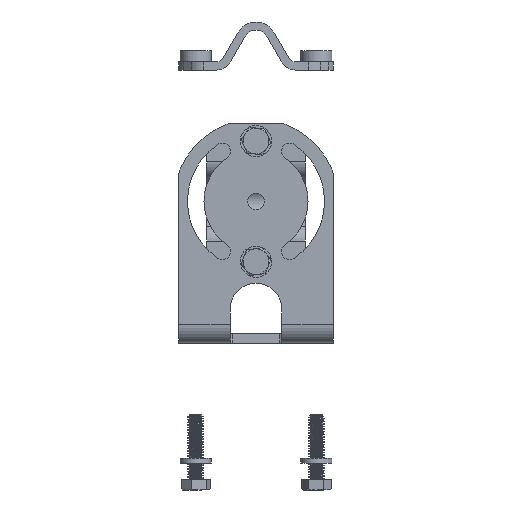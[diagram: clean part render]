
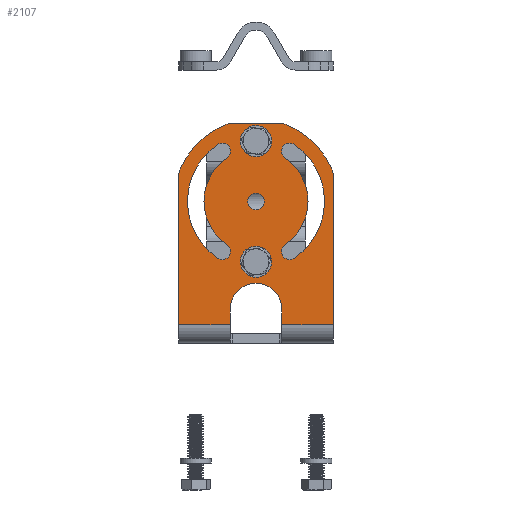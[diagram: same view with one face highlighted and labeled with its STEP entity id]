
A CAD part, front view. The second image highlights one B-rep face of the part: STEP entity #2107.
In plain terms, the highlighted face is planar.
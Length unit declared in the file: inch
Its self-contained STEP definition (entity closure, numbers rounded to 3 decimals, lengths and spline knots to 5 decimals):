
#135=FACE_BOUND('',#405,.T.);
#136=FACE_BOUND('',#406,.T.);
#137=FACE_BOUND('',#407,.T.);
#138=FACE_BOUND('',#408,.T.);
#139=FACE_BOUND('',#409,.T.);
#170=PLANE('',#2350);
#255=FACE_OUTER_BOUND('',#404,.T.);
#404=EDGE_LOOP('',(#1686,#1687,#1688,#1689,#1690,#1691,#1692,#1693,#1694,
#1695,#1696,#1697,#1698,#1699));
#405=EDGE_LOOP('',(#1700,#1701,#1702,#1703));
#406=EDGE_LOOP('',(#1704));
#407=EDGE_LOOP('',(#1705));
#408=EDGE_LOOP('',(#1706));
#409=EDGE_LOOP('',(#1707,#1708,#1709,#1710));
#501=LINE('',#3226,#641);
#532=LINE('',#3371,#672);
#534=LINE('',#3376,#674);
#535=LINE('',#3381,#675);
#536=LINE('',#3384,#676);
#547=LINE('',#3419,#687);
#556=LINE('',#3463,#696);
#641=VECTOR('',#2557,0.3937);
#672=VECTOR('',#2692,0.3937);
#674=VECTOR('',#2698,0.3937);
#675=VECTOR('',#2703,0.3937);
#676=VECTOR('',#2708,0.3937);
#687=VECTOR('',#2767,0.3937);
#696=VECTOR('',#2822,0.3937);
#767=CIRCLE('',#2213,0.25);
#785=CIRCLE('',#2233,1.25);
#786=CIRCLE('',#2235,0.25);
#787=CIRCLE('',#2237,0.25);
#788=CIRCLE('',#2239,1.25);
#789=CIRCLE('',#2241,0.25);
#836=CIRCLE('',#2326,0.125);
#837=CIRCLE('',#2328,0.79);
#838=CIRCLE('',#2330,0.125);
#839=CIRCLE('',#2332,1.04);
#840=CIRCLE('',#2334,0.125);
#841=CIRCLE('',#2336,0.125);
#842=CIRCLE('',#2338,0.125);
#843=CIRCLE('',#2340,0.125);
#844=CIRCLE('',#2342,1.04);
#845=CIRCLE('',#2344,0.125);
#846=CIRCLE('',#2346,0.79);
#847=CIRCLE('',#2349,0.39);
#901=VERTEX_POINT('',#3150);
#902=VERTEX_POINT('',#3152);
#926=VERTEX_POINT('',#3204);
#927=VERTEX_POINT('',#3208);
#928=VERTEX_POINT('',#3212);
#929=VERTEX_POINT('',#3213);
#930=VERTEX_POINT('',#3218);
#931=VERTEX_POINT('',#3222);
#992=VERTEX_POINT('',#3367);
#993=VERTEX_POINT('',#3369);
#994=VERTEX_POINT('',#3374);
#995=VERTEX_POINT('',#3378);
#996=VERTEX_POINT('',#3380);
#997=VERTEX_POINT('',#3421);
#998=VERTEX_POINT('',#3423);
#999=VERTEX_POINT('',#3427);
#1000=VERTEX_POINT('',#3431);
#1001=VERTEX_POINT('',#3437);
#1002=VERTEX_POINT('',#3440);
#1003=VERTEX_POINT('',#3443);
#1004=VERTEX_POINT('',#3446);
#1005=VERTEX_POINT('',#3448);
#1006=VERTEX_POINT('',#3452);
#1007=VERTEX_POINT('',#3456);
#1008=VERTEX_POINT('',#3462);
#1106=EDGE_CURVE('',#901,#902,#767,.T.);
#1132=EDGE_CURVE('',#926,#902,#785,.T.);
#1134=EDGE_CURVE('',#926,#927,#786,.T.);
#1136=EDGE_CURVE('',#928,#929,#787,.T.);
#1140=EDGE_CURVE('',#928,#930,#788,.T.);
#1142=EDGE_CURVE('',#931,#930,#789,.T.);
#1143=EDGE_CURVE('',#927,#931,#501,.T.);
#1216=EDGE_CURVE('',#993,#992,#532,.T.);
#1219=EDGE_CURVE('',#993,#994,#534,.T.);
#1221=EDGE_CURVE('',#995,#996,#535,.T.);
#1223=EDGE_CURVE('',#929,#995,#536,.T.);
#1237=EDGE_CURVE('',#901,#992,#547,.T.);
#1239=EDGE_CURVE('',#998,#997,#836,.T.);
#1241=EDGE_CURVE('',#999,#998,#837,.T.);
#1243=EDGE_CURVE('',#1000,#999,#838,.T.);
#1245=EDGE_CURVE('',#997,#1000,#839,.T.);
#1246=EDGE_CURVE('',#1001,#1001,#840,.T.);
#1247=EDGE_CURVE('',#1002,#1002,#841,.T.);
#1248=EDGE_CURVE('',#1003,#1003,#842,.T.);
#1250=EDGE_CURVE('',#1005,#1004,#843,.T.);
#1252=EDGE_CURVE('',#1006,#1005,#844,.T.);
#1254=EDGE_CURVE('',#1007,#1006,#845,.T.);
#1256=EDGE_CURVE('',#1004,#1007,#846,.T.);
#1257=EDGE_CURVE('',#1008,#996,#556,.T.);
#1259=EDGE_CURVE('',#994,#1008,#847,.T.);
#1686=ORIENTED_EDGE('',*,*,#1106,.F.);
#1687=ORIENTED_EDGE('',*,*,#1237,.T.);
#1688=ORIENTED_EDGE('',*,*,#1216,.F.);
#1689=ORIENTED_EDGE('',*,*,#1219,.T.);
#1690=ORIENTED_EDGE('',*,*,#1259,.T.);
#1691=ORIENTED_EDGE('',*,*,#1257,.T.);
#1692=ORIENTED_EDGE('',*,*,#1221,.F.);
#1693=ORIENTED_EDGE('',*,*,#1223,.F.);
#1694=ORIENTED_EDGE('',*,*,#1136,.F.);
#1695=ORIENTED_EDGE('',*,*,#1140,.T.);
#1696=ORIENTED_EDGE('',*,*,#1142,.F.);
#1697=ORIENTED_EDGE('',*,*,#1143,.F.);
#1698=ORIENTED_EDGE('',*,*,#1134,.F.);
#1699=ORIENTED_EDGE('',*,*,#1132,.T.);
#1700=ORIENTED_EDGE('',*,*,#1243,.T.);
#1701=ORIENTED_EDGE('',*,*,#1241,.T.);
#1702=ORIENTED_EDGE('',*,*,#1239,.T.);
#1703=ORIENTED_EDGE('',*,*,#1245,.T.);
#1704=ORIENTED_EDGE('',*,*,#1246,.T.);
#1705=ORIENTED_EDGE('',*,*,#1247,.T.);
#1706=ORIENTED_EDGE('',*,*,#1248,.T.);
#1707=ORIENTED_EDGE('',*,*,#1254,.T.);
#1708=ORIENTED_EDGE('',*,*,#1252,.T.);
#1709=ORIENTED_EDGE('',*,*,#1250,.T.);
#1710=ORIENTED_EDGE('',*,*,#1256,.T.);
#2107=ADVANCED_FACE('',(#255,#135,#136,#137,#138,#139),#170,.T.);
#2213=AXIS2_PLACEMENT_3D('',#3153,#2483,#2484);
#2233=AXIS2_PLACEMENT_3D('',#3205,#2531,#2532);
#2235=AXIS2_PLACEMENT_3D('',#3209,#2536,#2537);
#2237=AXIS2_PLACEMENT_3D('',#3214,#2541,#2542);
#2239=AXIS2_PLACEMENT_3D('',#3220,#2548,#2549);
#2241=AXIS2_PLACEMENT_3D('',#3224,#2553,#2554);
#2326=AXIS2_PLACEMENT_3D('',#3424,#2771,#2772);
#2328=AXIS2_PLACEMENT_3D('',#3428,#2776,#2777);
#2330=AXIS2_PLACEMENT_3D('',#3432,#2781,#2782);
#2332=AXIS2_PLACEMENT_3D('',#3435,#2786,#2787);
#2334=AXIS2_PLACEMENT_3D('',#3438,#2790,#2791);
#2336=AXIS2_PLACEMENT_3D('',#3441,#2794,#2795);
#2338=AXIS2_PLACEMENT_3D('',#3444,#2798,#2799);
#2340=AXIS2_PLACEMENT_3D('',#3449,#2803,#2804);
#2342=AXIS2_PLACEMENT_3D('',#3453,#2808,#2809);
#2344=AXIS2_PLACEMENT_3D('',#3457,#2813,#2814);
#2346=AXIS2_PLACEMENT_3D('',#3460,#2818,#2819);
#2349=AXIS2_PLACEMENT_3D('',#3466,#2826,#2827);
#2350=AXIS2_PLACEMENT_3D('',#3467,#2828,#2829);
#2483=DIRECTION('center_axis',(0.,0.,-1.));
#2484=DIRECTION('ref_axis',(-0.981,0.194,0.));
#2531=DIRECTION('center_axis',(0.,0.,1.));
#2532=DIRECTION('ref_axis',(0.33,-0.944,0.));
#2536=DIRECTION('center_axis',(0.,0.,-1.));
#2537=DIRECTION('ref_axis',(-0.187,0.982,0.));
#2541=DIRECTION('center_axis',(0.,0.,-1.));
#2542=DIRECTION('ref_axis',(0.981,0.194,0.));
#2548=DIRECTION('center_axis',(0.,0.,1.));
#2549=DIRECTION('ref_axis',(-0.94,-0.341,0.));
#2553=DIRECTION('center_axis',(0.,0.,-1.));
#2554=DIRECTION('ref_axis',(0.187,0.982,0.));
#2557=DIRECTION('',(1.,0.,0.));
#2692=DIRECTION('',(-1.,0.,0.));
#2698=DIRECTION('',(0.,1.,0.));
#2703=DIRECTION('',(-1.,0.,0.));
#2708=DIRECTION('',(0.,-1.,0.));
#2767=DIRECTION('',(0.,-1.,0.));
#2771=DIRECTION('center_axis',(0.,0.,-1.));
#2772=DIRECTION('ref_axis',(-0.559,-0.829,0.));
#2776=DIRECTION('center_axis',(0.,0.,1.));
#2777=DIRECTION('ref_axis',(0.559,-0.829,0.));
#2781=DIRECTION('center_axis',(0.,0.,-1.));
#2782=DIRECTION('ref_axis',(0.559,-0.829,0.));
#2786=DIRECTION('center_axis',(0.,0.,-1.));
#2787=DIRECTION('ref_axis',(-0.559,0.829,0.));
#2790=DIRECTION('center_axis',(0.,0.,-1.));
#2791=DIRECTION('ref_axis',(-1.,0.,0.));
#2794=DIRECTION('center_axis',(0.,0.,-1.));
#2795=DIRECTION('ref_axis',(-1.,0.,0.));
#2798=DIRECTION('center_axis',(0.,0.,-1.));
#2799=DIRECTION('ref_axis',(-1.,0.,0.));
#2803=DIRECTION('center_axis',(0.,0.,-1.));
#2804=DIRECTION('ref_axis',(-0.559,0.829,0.));
#2808=DIRECTION('center_axis',(0.,0.,-1.));
#2809=DIRECTION('ref_axis',(0.559,-0.829,0.));
#2813=DIRECTION('center_axis',(0.,0.,-1.));
#2814=DIRECTION('ref_axis',(0.559,0.829,0.));
#2818=DIRECTION('center_axis',(0.,0.,1.));
#2819=DIRECTION('ref_axis',(-0.559,0.829,0.));
#2822=DIRECTION('',(0.,-1.,0.));
#2826=DIRECTION('center_axis',(0.,0.,-1.));
#2827=DIRECTION('ref_axis',(1.,0.,0.));
#2828=DIRECTION('center_axis',(0.,0.,1.));
#2829=DIRECTION('ref_axis',(0.,-1.,0.));
#3150=CARTESIAN_POINT('',(0.,2.52997,0.));
#3152=CARTESIAN_POINT('',(0.01875,2.62496,0.));
#3153=CARTESIAN_POINT('Origin',(0.25,2.52997,0.));
#3204=CARTESIAN_POINT('',(0.71555,3.3125,0.));
#3205=CARTESIAN_POINT('Origin',(1.175,2.15,0.));
#3208=CARTESIAN_POINT('',(0.80744,3.33,0.));
#3209=CARTESIAN_POINT('Origin',(0.80744,3.08,0.));
#3212=CARTESIAN_POINT('',(2.33125,2.62496,0.));
#3213=CARTESIAN_POINT('',(2.35,2.52997,0.));
#3214=CARTESIAN_POINT('Origin',(2.1,2.52997,0.));
#3218=CARTESIAN_POINT('',(1.63445,3.3125,0.));
#3220=CARTESIAN_POINT('Origin',(1.175,2.15,0.));
#3222=CARTESIAN_POINT('',(1.54256,3.33,0.));
#3224=CARTESIAN_POINT('Origin',(1.54256,3.08,0.));
#3226=CARTESIAN_POINT('',(0.,3.33,0.));
#3367=CARTESIAN_POINT('',(0.,0.28,0.));
#3369=CARTESIAN_POINT('',(0.785,0.28,0.));
#3371=CARTESIAN_POINT('',(0.,0.28,0.));
#3374=CARTESIAN_POINT('',(0.785,0.52,0.));
#3376=CARTESIAN_POINT('',(0.785,1.665,0.));
#3378=CARTESIAN_POINT('',(2.35,0.28,0.));
#3380=CARTESIAN_POINT('',(1.565,0.28,0.));
#3381=CARTESIAN_POINT('',(0.,0.28,0.));
#3384=CARTESIAN_POINT('',(2.35,3.33,0.));
#3419=CARTESIAN_POINT('',(0.,3.33,0.));
#3421=CARTESIAN_POINT('',(0.59344,1.2878,0.));
#3423=CARTESIAN_POINT('',(0.73324,1.49506,0.));
#3424=CARTESIAN_POINT('Origin',(0.66334,1.39143,0.));
#3427=CARTESIAN_POINT('',(0.73324,2.80494,0.));
#3428=CARTESIAN_POINT('Origin',(1.175,2.15,0.));
#3431=CARTESIAN_POINT('',(0.59344,3.0122,0.));
#3432=CARTESIAN_POINT('Origin',(0.66334,2.90857,0.));
#3435=CARTESIAN_POINT('Origin',(1.175,2.15,0.));
#3437=CARTESIAN_POINT('',(1.3,3.065,0.));
#3438=CARTESIAN_POINT('Origin',(1.175,3.065,0.));
#3440=CARTESIAN_POINT('',(1.3,1.235,0.));
#3441=CARTESIAN_POINT('Origin',(1.175,1.235,0.));
#3443=CARTESIAN_POINT('',(1.3,2.15,0.));
#3444=CARTESIAN_POINT('Origin',(1.175,2.15,0.));
#3446=CARTESIAN_POINT('',(1.61676,1.49506,0.));
#3448=CARTESIAN_POINT('',(1.75656,1.2878,0.));
#3449=CARTESIAN_POINT('Origin',(1.68666,1.39143,0.));
#3452=CARTESIAN_POINT('',(1.75656,3.0122,0.));
#3453=CARTESIAN_POINT('Origin',(1.175,2.15,0.));
#3456=CARTESIAN_POINT('',(1.61676,2.80494,0.));
#3457=CARTESIAN_POINT('Origin',(1.68666,2.90857,0.));
#3460=CARTESIAN_POINT('Origin',(1.175,2.15,0.));
#3462=CARTESIAN_POINT('',(1.565,0.52,0.));
#3463=CARTESIAN_POINT('',(1.565,1.925,0.));
#3466=CARTESIAN_POINT('Origin',(1.175,0.52,0.));
#3467=CARTESIAN_POINT('Origin',(0.,3.33,0.));
